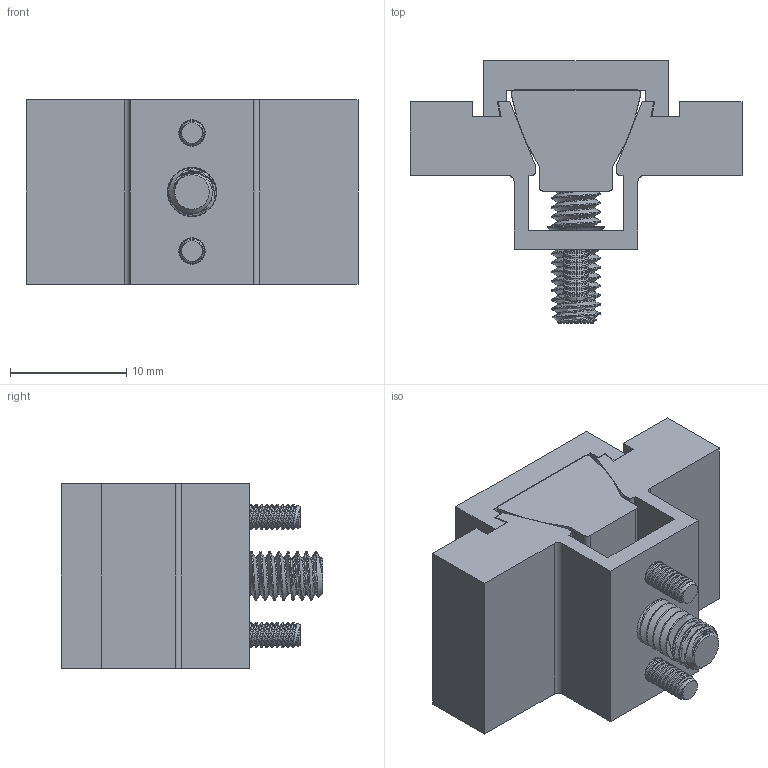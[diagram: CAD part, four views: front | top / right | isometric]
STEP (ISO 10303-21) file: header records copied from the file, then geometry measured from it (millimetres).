
FILE_DESCRIPTION (( 'STEP AP203' ), '1' );
FILE_NAME ('05-0432.STEP', '2023-06-05T16:56:05', ( '' ), ( '' ), 'SwSTEP 2.0', 'SolidWorks 2022', '' );
FILE_SCHEMA (( 'CONFIG_CONTROL_DESIGN' ));
Length unit declared in the file: inch
Products named in the file (6): 60143_60143; 605001_605001; 60140_60140; 60310_60310; 25614 FHCS_25614 FHCS; 05-0432
Assembly tree (6 placements, depth 2):
  05-0432
    60140_60140
    60310_60310
    605001_605001
    60143_60143
    25614 FHCS_25614 FHCS  x2
Bounding box: 28.57 x 22.54 x 15.88 mm (x, y, z)
Volume: 4314.3 mm3; surface area: 4370.1 mm2
Topology: 6 solids, 6 shells, 430 faces, 1020 edges, 607 vertices
Faces by surface type: cylinder 192, cone 131, plane 97, bspline 10
Entity records: 12297 total; most frequent: CARTESIAN_POINT 4905, ORIENTED_EDGE 1524, DIRECTION 1299, EDGE_CURVE 762, AXIS2_PLACEMENT_3D 471, VERTEX_POINT 468, LINE 357, VECTOR 357
